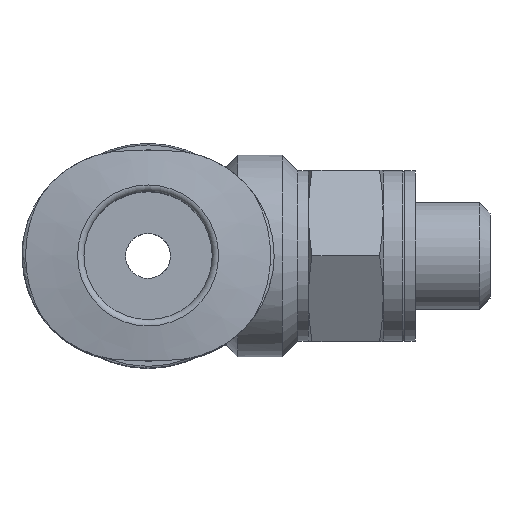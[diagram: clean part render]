
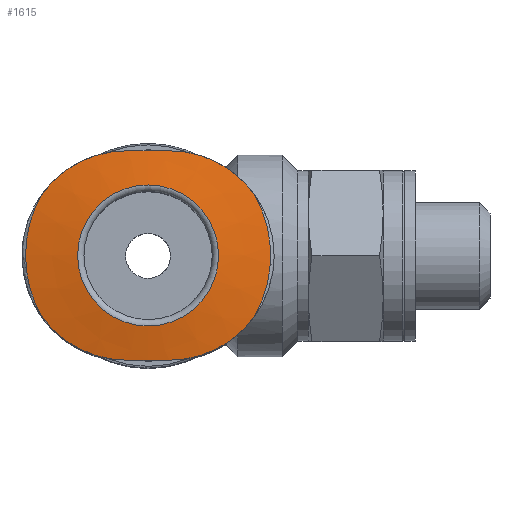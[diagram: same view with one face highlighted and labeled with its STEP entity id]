
A CAD part, top view. The second image highlights one B-rep face of the part: STEP entity #1615.
In plain terms, the highlighted conical face has half-angle 80 degrees and reference radius 3.3 mm.
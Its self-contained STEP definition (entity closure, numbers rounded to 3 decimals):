
#111=B_SPLINE_CURVE_WITH_KNOTS('',3,(#2359,#2360,#2361,#2362),
 .UNSPECIFIED.,.F.,.F.,(4,4),(0.002,0.004),
 .UNSPECIFIED.);
#112=B_SPLINE_CURVE_WITH_KNOTS('',3,(#2368,#2369,#2370,#2371),
 .UNSPECIFIED.,.F.,.F.,(4,4),(0.,0.005),
 .UNSPECIFIED.);
#115=B_SPLINE_CURVE_WITH_KNOTS('',3,(#2383,#2384,#2385,#2386),
 .UNSPECIFIED.,.F.,.F.,(4,4),(0.,0.005),
 .UNSPECIFIED.);
#116=B_SPLINE_CURVE_WITH_KNOTS('',3,(#2390,#2391,#2392,#2393),
 .UNSPECIFIED.,.F.,.F.,(4,4),(0.002,0.004),
 .UNSPECIFIED.);
#117=B_SPLINE_CURVE_WITH_KNOTS('',3,(#2397,#2398,#2399,#2400),
 .UNSPECIFIED.,.F.,.F.,(4,4),(0.,0.005),
 .UNSPECIFIED.);
#120=B_SPLINE_CURVE_WITH_KNOTS('',3,(#2412,#2413,#2414,#2415),
 .UNSPECIFIED.,.F.,.F.,(4,4),(0.,0.005),
 .UNSPECIFIED.);
#155=CONICAL_SURFACE('',#1736,3.3,1.396);
#290=ORIENTED_EDGE('',*,*,#535,.F.);
#291=ORIENTED_EDGE('',*,*,#532,.F.);
#292=ORIENTED_EDGE('',*,*,#545,.F.);
#293=ORIENTED_EDGE('',*,*,#547,.F.);
#294=ORIENTED_EDGE('',*,*,#542,.F.);
#295=ORIENTED_EDGE('',*,*,#540,.F.);
#296=ORIENTED_EDGE('',*,*,#538,.F.);
#297=ORIENTED_EDGE('',*,*,#546,.F.);
#298=ORIENTED_EDGE('',*,*,#548,.T.);
#532=EDGE_CURVE('',#667,#668,#111,.T.);
#535=EDGE_CURVE('',#668,#669,#112,.T.);
#538=EDGE_CURVE('',#671,#672,#115,.T.);
#540=EDGE_CURVE('',#672,#673,#116,.T.);
#542=EDGE_CURVE('',#673,#674,#117,.T.);
#545=EDGE_CURVE('',#676,#667,#120,.T.);
#546=EDGE_CURVE('',#669,#671,#748,.T.);
#547=EDGE_CURVE('',#674,#676,#749,.T.);
#548=EDGE_CURVE('',#677,#677,#750,.T.);
#667=VERTEX_POINT('',#2363);
#668=VERTEX_POINT('',#2364);
#669=VERTEX_POINT('',#2372);
#671=VERTEX_POINT('',#2382);
#672=VERTEX_POINT('',#2387);
#673=VERTEX_POINT('',#2394);
#674=VERTEX_POINT('',#2401);
#676=VERTEX_POINT('',#2411);
#677=VERTEX_POINT('',#2422);
#748=CIRCLE('',#1733,5.735);
#749=CIRCLE('',#1735,5.735);
#750=CIRCLE('',#1737,3.3);
#833=EDGE_LOOP('',(#290,#291,#292,#293,#294,#295,#296,#297));
#834=EDGE_LOOP('',(#298));
#951=FACE_BOUND('',#833,.T.);
#952=FACE_BOUND('',#834,.T.);
#1615=ADVANCED_FACE('',(#951,#952),#155,.T.);
#1733=AXIS2_PLACEMENT_3D('',#2417,#1959,#1960);
#1735=AXIS2_PLACEMENT_3D('',#2419,#1963,#1964);
#1736=AXIS2_PLACEMENT_3D('',#2420,#1965,#1966);
#1737=AXIS2_PLACEMENT_3D('',#2421,#1967,#1968);
#1959=DIRECTION('',(0.,0.,-1.));
#1960=DIRECTION('',(-1.,0.,0.));
#1963=DIRECTION('',(0.,0.,-1.));
#1964=DIRECTION('',(-1.,0.,0.));
#1965=DIRECTION('',(0.,0.,-1.));
#1966=DIRECTION('',(-1.,0.,0.));
#1967=DIRECTION('',(0.,0.,-1.));
#1968=DIRECTION('',(-1.,0.,0.));
#2359=CARTESIAN_POINT('',(-1.,4.9,13.9));
#2360=CARTESIAN_POINT('',(-0.333,4.9,13.924));
#2361=CARTESIAN_POINT('',(0.333,4.9,13.924));
#2362=CARTESIAN_POINT('',(1.,4.9,13.9));
#2363=CARTESIAN_POINT('',(-1.,4.9,13.9));
#2364=CARTESIAN_POINT('',(1.,4.9,13.9));
#2368=CARTESIAN_POINT('',(1.,4.9,13.9));
#2369=CARTESIAN_POINT('',(2.538,4.9,13.846));
#2370=CARTESIAN_POINT('',(4.024,4.151,13.799));
#2371=CARTESIAN_POINT('',(4.939,2.915,13.771));
#2372=CARTESIAN_POINT('',(4.939,2.915,13.771));
#2382=CARTESIAN_POINT('',(4.939,-2.915,13.771));
#2383=CARTESIAN_POINT('',(4.939,-2.915,13.771));
#2384=CARTESIAN_POINT('',(4.024,-4.151,13.799));
#2385=CARTESIAN_POINT('',(2.537,-4.9,13.846));
#2386=CARTESIAN_POINT('',(1.,-4.9,13.9));
#2387=CARTESIAN_POINT('',(1.,-4.9,13.9));
#2390=CARTESIAN_POINT('',(1.,-4.9,13.9));
#2391=CARTESIAN_POINT('',(0.333,-4.9,13.924));
#2392=CARTESIAN_POINT('',(-0.333,-4.9,13.924));
#2393=CARTESIAN_POINT('',(-1.,-4.9,13.9));
#2394=CARTESIAN_POINT('',(-1.,-4.9,13.9));
#2397=CARTESIAN_POINT('',(-1.,-4.9,13.9));
#2398=CARTESIAN_POINT('',(-2.538,-4.9,13.846));
#2399=CARTESIAN_POINT('',(-4.024,-4.151,13.799));
#2400=CARTESIAN_POINT('',(-4.939,-2.915,13.771));
#2401=CARTESIAN_POINT('',(-4.939,-2.915,13.771));
#2411=CARTESIAN_POINT('',(-4.939,2.915,13.771));
#2412=CARTESIAN_POINT('',(-4.939,2.915,13.771));
#2413=CARTESIAN_POINT('',(-4.024,4.151,13.799));
#2414=CARTESIAN_POINT('',(-2.537,4.9,13.846));
#2415=CARTESIAN_POINT('',(-1.,4.9,13.9));
#2417=CARTESIAN_POINT('',(0.,0.,13.771));
#2419=CARTESIAN_POINT('',(0.,0.,13.771));
#2420=CARTESIAN_POINT('',(0.,0.,14.2));
#2421=CARTESIAN_POINT('',(0.,0.,14.2));
#2422=CARTESIAN_POINT('',(-3.3,0.,14.2));
